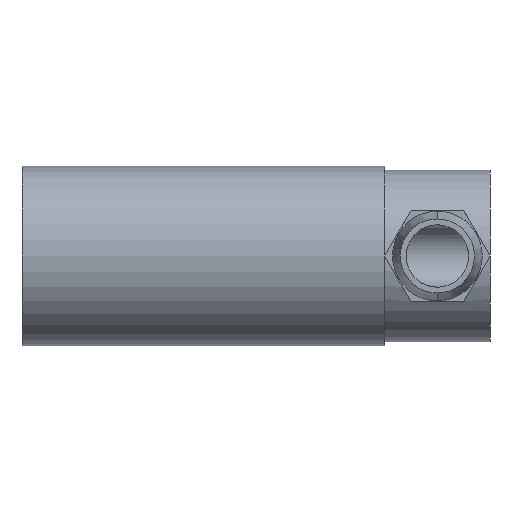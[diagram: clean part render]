
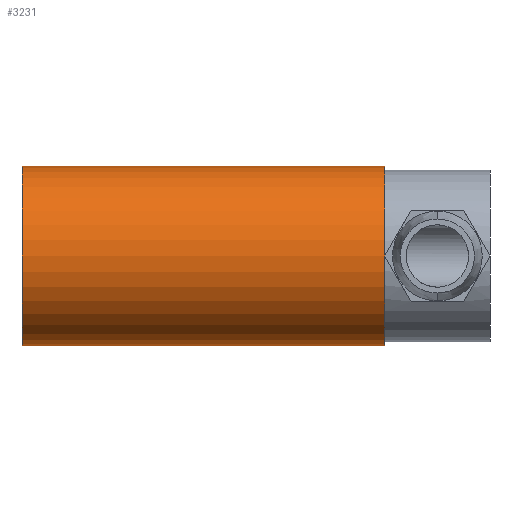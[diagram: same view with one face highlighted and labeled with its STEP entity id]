
A CAD part, front view. The second image highlights one B-rep face of the part: STEP entity #3231.
In plain terms, the highlighted cylindrical face has radius 11.5 mm (diameter 23 mm), a partial arc.
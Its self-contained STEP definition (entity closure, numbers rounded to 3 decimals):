
#357 = ORIENTED_EDGE ( 'NONE', *, *, #4213, .F. ) ;
#793 = FACE_OUTER_BOUND ( 'NONE', #7399, .T. ) ;
#921 = ORIENTED_EDGE ( 'NONE', *, *, #8367, .T. ) ;
#1277 = DIRECTION ( 'NONE',  ( 0., 0., 1. ) ) ;
#1316 = CARTESIAN_POINT ( 'NONE',  ( 0., 0., 0. ) ) ;
#1380 = CARTESIAN_POINT ( 'NONE',  ( 0., 0., -11.5 ) ) ;
#1594 = CARTESIAN_POINT ( 'NONE',  ( 0., 0., 0. ) ) ;
#1629 = VERTEX_POINT ( 'NONE', #5044 ) ;
#1777 = CIRCLE ( 'NONE', #4227, 11.5 ) ;
#2422 = DIRECTION ( 'NONE',  ( -1., 0., 0. ) ) ;
#2726 = VERTEX_POINT ( 'NONE', #1380 ) ;
#2728 = AXIS2_PLACEMENT_3D ( 'NONE', #1316, #3968, #1277 ) ;
#2939 = VERTEX_POINT ( 'NONE', #6407 ) ;
#3085 = CARTESIAN_POINT ( 'NONE',  ( 0., 0., -11.5 ) ) ;
#3208 = LINE ( 'NONE', #7007, #7518 ) ;
#3231 = ADVANCED_FACE ( 'NONE', ( #793 ), #5329, .T. ) ;
#3968 = DIRECTION ( 'NONE',  ( -1., 0., 0. ) ) ;
#4108 = EDGE_CURVE ( 'NONE', #1629, #7133, #8326, .T. ) ;
#4213 = EDGE_CURVE ( 'NONE', #2726, #2939, #1777, .T. ) ;
#4227 = AXIS2_PLACEMENT_3D ( 'NONE', #1594, #6810, #6207 ) ;
#4438 = ORIENTED_EDGE ( 'NONE', *, *, #4108, .T. ) ;
#4610 = EDGE_CURVE ( 'NONE', #1629, #2726, #5688, .T. ) ;
#5044 = CARTESIAN_POINT ( 'NONE',  ( 46.5, 0., -11.5 ) ) ;
#5276 = ORIENTED_EDGE ( 'NONE', *, *, #4610, .F. ) ;
#5329 = CYLINDRICAL_SURFACE ( 'NONE', #2728, 11.5 ) ;
#5670 = CARTESIAN_POINT ( 'NONE',  ( 46.5, 0., 0. ) ) ;
#5688 = LINE ( 'NONE', #3085, #8053 ) ;
#6207 = DIRECTION ( 'NONE',  ( 0., 0., 1. ) ) ;
#6407 = CARTESIAN_POINT ( 'NONE',  ( 0., 0., 11.5 ) ) ;
#6410 = DIRECTION ( 'NONE',  ( -1., 0., 0. ) ) ;
#6460 = DIRECTION ( 'NONE',  ( -1., 0., 0. ) ) ;
#6810 = DIRECTION ( 'NONE',  ( -1., 0., 0. ) ) ;
#7007 = CARTESIAN_POINT ( 'NONE',  ( 0., 0., 11.5 ) ) ;
#7133 = VERTEX_POINT ( 'NONE', #8215 ) ;
#7399 = EDGE_LOOP ( 'NONE', ( #5276, #4438, #921, #357 ) ) ;
#7518 = VECTOR ( 'NONE', #6410, 1000. ) ;
#7923 = AXIS2_PLACEMENT_3D ( 'NONE', #5670, #2422, #8361 ) ;
#8053 = VECTOR ( 'NONE', #6460, 1000. ) ;
#8215 = CARTESIAN_POINT ( 'NONE',  ( 46.5, 0., 11.5 ) ) ;
#8326 = CIRCLE ( 'NONE', #7923, 11.5 ) ;
#8361 = DIRECTION ( 'NONE',  ( 0., 0., 1. ) ) ;
#8367 = EDGE_CURVE ( 'NONE', #7133, #2939, #3208, .T. ) ;
